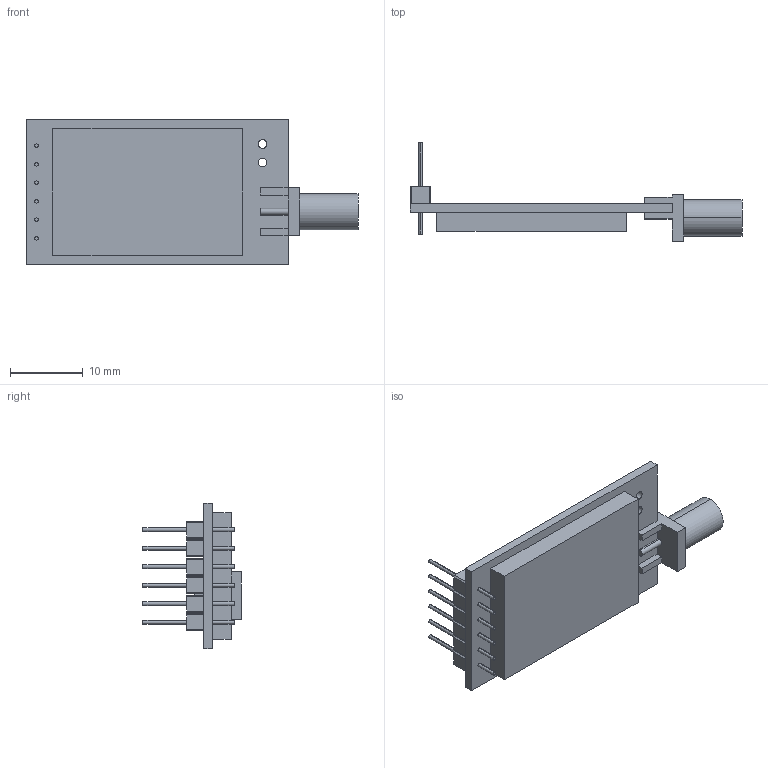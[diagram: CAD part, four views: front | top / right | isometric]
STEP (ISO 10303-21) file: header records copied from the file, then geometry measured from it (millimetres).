
FILE_DESCRIPTION (( 'STEP AP214' ), '1' );
FILE_NAME ('step214.STEP', '2021-11-12T08:47:19', ( '' ), ( '' ), 'SwSTEP 2.0', 'SolidWorks 2018', '' );
FILE_SCHEMA (( 'AUTOMOTIVE_DESIGN' ));
Length unit declared in the file: millimetre
Products named in the file (1): step214
Bounding box: 45.6 x 13.48 x 20 mm (x, y, z)
Volume: 2381.9 mm3; surface area: 2302.6 mm2
Topology: 1 solids, 1 shells, 131 faces, 324 edges, 216 vertices
Faces by surface type: plane 99, cylinder 32
Entity records: 3904 total; most frequent: CARTESIAN_POINT 672, DIRECTION 652, ORIENTED_EDGE 648, EDGE_CURVE 324, LINE 260, VECTOR 260, VERTEX_POINT 216, AXIS2_PLACEMENT_3D 196
